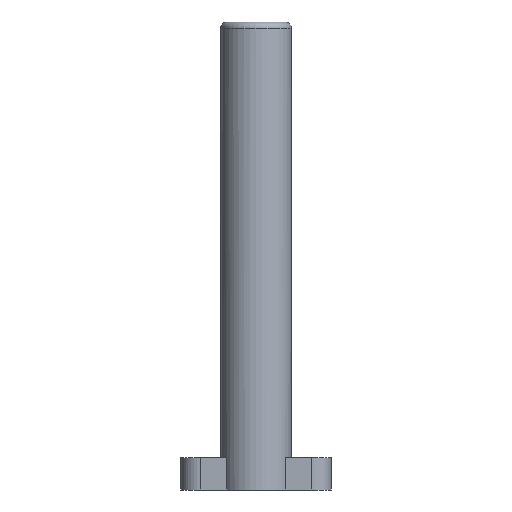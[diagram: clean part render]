
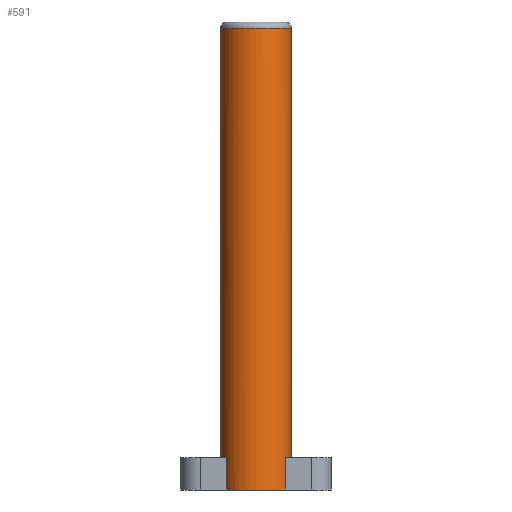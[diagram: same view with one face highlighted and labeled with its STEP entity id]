
A CAD part, front view. The second image highlights one B-rep face of the part: STEP entity #591.
In plain terms, the highlighted cylindrical face has radius 11 mm (diameter 22 mm), a full revolution.
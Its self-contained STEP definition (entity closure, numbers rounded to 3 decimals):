
#58=FACE_OUTER_BOUND('',#93,.T.);
#93=EDGE_LOOP('',(#434,#435,#436,#437,#438,#439,#440,#441,#442,#443,#444,
#445,#446,#447,#448,#449));
#140=LINE('',#927,#191);
#143=LINE('',#933,#194);
#146=LINE('',#939,#197);
#149=LINE('',#952,#200);
#150=LINE('',#958,#201);
#151=LINE('',#961,#202);
#152=LINE('',#965,#203);
#191=VECTOR('',#737,10.);
#194=VECTOR('',#742,10.);
#197=VECTOR('',#747,10.);
#200=VECTOR('',#762,10.);
#201=VECTOR('',#769,10.);
#202=VECTOR('',#772,11.);
#203=VECTOR('',#775,10.);
#244=CIRCLE('',#657,11.);
#245=CIRCLE('',#659,11.);
#246=CIRCLE('',#660,11.);
#247=CIRCLE('',#661,11.);
#248=CIRCLE('',#662,11.);
#249=CIRCLE('',#663,11.);
#250=CIRCLE('',#664,11.);
#251=CIRCLE('',#665,11.);
#280=VERTEX_POINT('',#925);
#281=VERTEX_POINT('',#926);
#282=VERTEX_POINT('',#931);
#283=VERTEX_POINT('',#932);
#284=VERTEX_POINT('',#937);
#285=VERTEX_POINT('',#938);
#287=VERTEX_POINT('',#945);
#288=VERTEX_POINT('',#949);
#289=VERTEX_POINT('',#951);
#290=VERTEX_POINT('',#955);
#291=VERTEX_POINT('',#957);
#292=VERTEX_POINT('',#959);
#293=VERTEX_POINT('',#962);
#294=VERTEX_POINT('',#964);
#335=EDGE_CURVE('',#280,#281,#140,.T.);
#338=EDGE_CURVE('',#282,#283,#143,.T.);
#341=EDGE_CURVE('',#284,#285,#146,.T.);
#346=EDGE_CURVE('',#287,#287,#244,.T.);
#347=EDGE_CURVE('',#288,#282,#245,.T.);
#348=EDGE_CURVE('',#289,#288,#149,.T.);
#349=EDGE_CURVE('',#281,#289,#246,.T.);
#350=EDGE_CURVE('',#285,#280,#247,.T.);
#351=EDGE_CURVE('',#290,#284,#248,.T.);
#352=EDGE_CURVE('',#291,#290,#150,.T.);
#353=EDGE_CURVE('',#292,#291,#249,.T.);
#354=EDGE_CURVE('',#292,#287,#151,.T.);
#355=EDGE_CURVE('',#293,#292,#250,.T.);
#356=EDGE_CURVE('',#294,#293,#152,.T.);
#357=EDGE_CURVE('',#283,#294,#251,.T.);
#434=ORIENTED_EDGE('',*,*,#347,.F.);
#435=ORIENTED_EDGE('',*,*,#348,.F.);
#436=ORIENTED_EDGE('',*,*,#349,.F.);
#437=ORIENTED_EDGE('',*,*,#335,.F.);
#438=ORIENTED_EDGE('',*,*,#350,.F.);
#439=ORIENTED_EDGE('',*,*,#341,.F.);
#440=ORIENTED_EDGE('',*,*,#351,.F.);
#441=ORIENTED_EDGE('',*,*,#352,.F.);
#442=ORIENTED_EDGE('',*,*,#353,.F.);
#443=ORIENTED_EDGE('',*,*,#354,.T.);
#444=ORIENTED_EDGE('',*,*,#346,.F.);
#445=ORIENTED_EDGE('',*,*,#354,.F.);
#446=ORIENTED_EDGE('',*,*,#355,.F.);
#447=ORIENTED_EDGE('',*,*,#356,.F.);
#448=ORIENTED_EDGE('',*,*,#357,.F.);
#449=ORIENTED_EDGE('',*,*,#338,.F.);
#575=CYLINDRICAL_SURFACE('',#658,11.);
#591=ADVANCED_FACE('',(#58),#575,.T.);
#657=AXIS2_PLACEMENT_3D('',#947,#756,#757);
#658=AXIS2_PLACEMENT_3D('',#948,#758,#759);
#659=AXIS2_PLACEMENT_3D('',#950,#760,#761);
#660=AXIS2_PLACEMENT_3D('',#953,#763,#764);
#661=AXIS2_PLACEMENT_3D('',#954,#765,#766);
#662=AXIS2_PLACEMENT_3D('',#956,#767,#768);
#663=AXIS2_PLACEMENT_3D('',#960,#770,#771);
#664=AXIS2_PLACEMENT_3D('',#963,#773,#774);
#665=AXIS2_PLACEMENT_3D('',#966,#776,#777);
#737=DIRECTION('',(0.,0.,-1.));
#742=DIRECTION('',(0.,0.,-1.));
#747=DIRECTION('',(0.,0.,1.));
#756=DIRECTION('center_axis',(0.,0.,1.));
#757=DIRECTION('ref_axis',(-1.,0.,0.));
#758=DIRECTION('center_axis',(0.,0.,-1.));
#759=DIRECTION('ref_axis',(1.,0.,0.));
#760=DIRECTION('center_axis',(0.,0.,-1.));
#761=DIRECTION('ref_axis',(1.,0.,0.));
#762=DIRECTION('',(0.,0.,1.));
#763=DIRECTION('center_axis',(0.,0.,-1.));
#764=DIRECTION('ref_axis',(0.562,0.827,0.));
#765=DIRECTION('center_axis',(0.,0.,-1.));
#766=DIRECTION('ref_axis',(1.,0.,0.));
#767=DIRECTION('center_axis',(0.,0.,-1.));
#768=DIRECTION('ref_axis',(-0.827,0.562,0.));
#769=DIRECTION('',(0.,0.,-1.));
#770=DIRECTION('center_axis',(0.,0.,-1.));
#771=DIRECTION('ref_axis',(1.,0.,0.));
#772=DIRECTION('',(0.,0.,1.));
#773=DIRECTION('center_axis',(0.,0.,-1.));
#774=DIRECTION('ref_axis',(1.,0.,0.));
#775=DIRECTION('',(0.,0.,1.));
#776=DIRECTION('center_axis',(0.,0.,-1.));
#777=DIRECTION('ref_axis',(0.827,-0.562,0.));
#925=CARTESIAN_POINT('',(6.187,9.095,15.));
#926=CARTESIAN_POINT('',(6.187,9.095,5.));
#927=CARTESIAN_POINT('',(6.187,9.095,5.));
#931=CARTESIAN_POINT('',(9.095,-6.187,15.));
#932=CARTESIAN_POINT('',(9.095,-6.187,5.));
#933=CARTESIAN_POINT('',(9.095,-6.187,5.));
#937=CARTESIAN_POINT('',(-6.187,9.095,5.));
#938=CARTESIAN_POINT('',(-6.187,9.095,15.));
#939=CARTESIAN_POINT('',(-6.187,9.095,5.));
#945=CARTESIAN_POINT('',(-11.,0.,148.));
#947=CARTESIAN_POINT('Origin',(0.,0.,148.));
#948=CARTESIAN_POINT('Origin',(0.,0.,150.));
#949=CARTESIAN_POINT('',(9.095,6.187,15.));
#950=CARTESIAN_POINT('Origin',(0.,0.,15.));
#951=CARTESIAN_POINT('',(9.095,6.187,5.));
#952=CARTESIAN_POINT('',(9.095,6.187,5.));
#953=CARTESIAN_POINT('Origin',(0.,0.,5.));
#954=CARTESIAN_POINT('Origin',(0.,0.,15.));
#955=CARTESIAN_POINT('',(-9.095,6.187,5.));
#956=CARTESIAN_POINT('Origin',(0.,0.,5.));
#957=CARTESIAN_POINT('',(-9.095,6.187,15.));
#958=CARTESIAN_POINT('',(-9.095,6.187,5.));
#959=CARTESIAN_POINT('',(-11.,0.,15.));
#960=CARTESIAN_POINT('Origin',(0.,0.,15.));
#961=CARTESIAN_POINT('',(-11.,0.,150.));
#962=CARTESIAN_POINT('',(-9.095,-6.187,15.));
#963=CARTESIAN_POINT('Origin',(0.,0.,15.));
#964=CARTESIAN_POINT('',(-9.095,-6.187,5.));
#965=CARTESIAN_POINT('',(-9.095,-6.187,5.));
#966=CARTESIAN_POINT('Origin',(0.,0.,5.));
